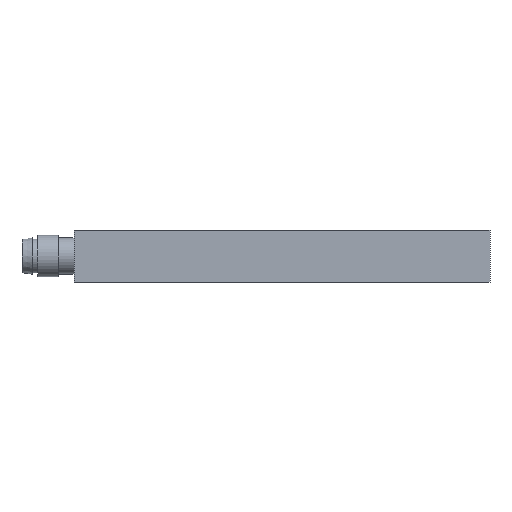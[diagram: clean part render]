
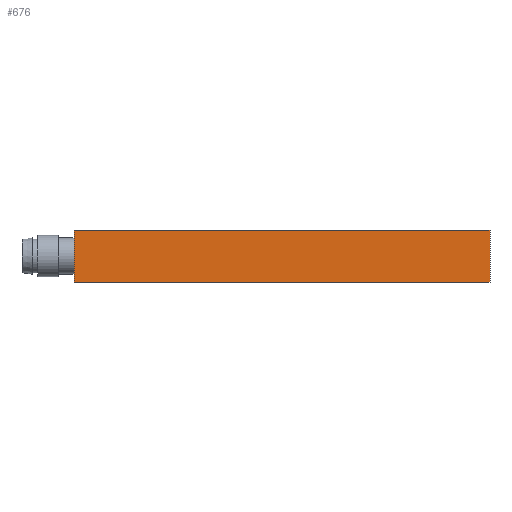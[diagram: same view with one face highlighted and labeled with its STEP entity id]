
A CAD part, front view. The second image highlights one B-rep face of the part: STEP entity #676.
In plain terms, the highlighted planar face has unit normal (0, -1, 0).
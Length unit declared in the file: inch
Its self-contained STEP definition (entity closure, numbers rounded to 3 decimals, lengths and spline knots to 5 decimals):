
#91 = FACE_OUTER_BOUND ( 'NONE', #2766, .T. ) ;
#103 = VERTEX_POINT ( 'NONE', #2790 ) ;
#181 = CARTESIAN_POINT ( 'NONE',  ( -1.23858, -2.95225, 0.3937 ) ) ;
#201 = VECTOR ( 'NONE', #1554, 39.37008 ) ;
#296 = DIRECTION ( 'NONE',  ( 0., 0., 1. ) ) ;
#358 = VERTEX_POINT ( 'NONE', #1070 ) ;
#676 = ADVANCED_FACE ( 'NONE', ( #91 ), #1021, .T. ) ;
#745 = VECTOR ( 'NONE', #296, 39.37008 ) ;
#789 = ORIENTED_EDGE ( 'NONE', *, *, #2057, .F. ) ;
#825 = LINE ( 'NONE', #2009, #201 ) ;
#1021 = PLANE ( 'NONE',  #1995 ) ;
#1037 = ORIENTED_EDGE ( 'NONE', *, *, #1127, .T. ) ;
#1070 = CARTESIAN_POINT ( 'NONE',  ( 1.91103, -2.95225, 0. ) ) ;
#1120 = DIRECTION ( 'NONE',  ( -1., 0., 0. ) ) ;
#1127 = EDGE_CURVE ( 'NONE', #2080, #1193, #825, .T. ) ;
#1193 = VERTEX_POINT ( 'NONE', #181 ) ;
#1399 = ORIENTED_EDGE ( 'NONE', *, *, #2528, .F. ) ;
#1491 = LINE ( 'NONE', #2473, #1920 ) ;
#1554 = DIRECTION ( 'NONE',  ( -1., 0., 0. ) ) ;
#1863 = EDGE_CURVE ( 'NONE', #358, #2080, #1864, .T. ) ;
#1864 = LINE ( 'NONE', #2627, #745 ) ;
#1920 = VECTOR ( 'NONE', #2938, 39.37008 ) ;
#1960 = DIRECTION ( 'NONE',  ( 0., -1., 0. ) ) ;
#1968 = ORIENTED_EDGE ( 'NONE', *, *, #1863, .T. ) ;
#1995 = AXIS2_PLACEMENT_3D ( 'NONE', #2663, #1960, #2432 ) ;
#2009 = CARTESIAN_POINT ( 'NONE',  ( 1.91103, -2.95225, 0.3937 ) ) ;
#2057 = EDGE_CURVE ( 'NONE', #103, #1193, #1491, .T. ) ;
#2080 = VERTEX_POINT ( 'NONE', #2675 ) ;
#2121 = VECTOR ( 'NONE', #1120, 39.37008 ) ;
#2217 = LINE ( 'NONE', #2936, #2121 ) ;
#2432 = DIRECTION ( 'NONE',  ( 0., 0., -1. ) ) ;
#2473 = CARTESIAN_POINT ( 'NONE',  ( -1.23858, -2.95225, 0. ) ) ;
#2528 = EDGE_CURVE ( 'NONE', #358, #103, #2217, .T. ) ;
#2627 = CARTESIAN_POINT ( 'NONE',  ( 1.91103, -2.95225, 0. ) ) ;
#2663 = CARTESIAN_POINT ( 'NONE',  ( 1.91103, -2.95225, 0. ) ) ;
#2675 = CARTESIAN_POINT ( 'NONE',  ( 1.91103, -2.95225, 0.3937 ) ) ;
#2766 = EDGE_LOOP ( 'NONE', ( #1037, #789, #1399, #1968 ) ) ;
#2790 = CARTESIAN_POINT ( 'NONE',  ( -1.23858, -2.95225, 0. ) ) ;
#2936 = CARTESIAN_POINT ( 'NONE',  ( 0.08283, -2.95225, 0. ) ) ;
#2938 = DIRECTION ( 'NONE',  ( 0., 0., 1. ) ) ;
